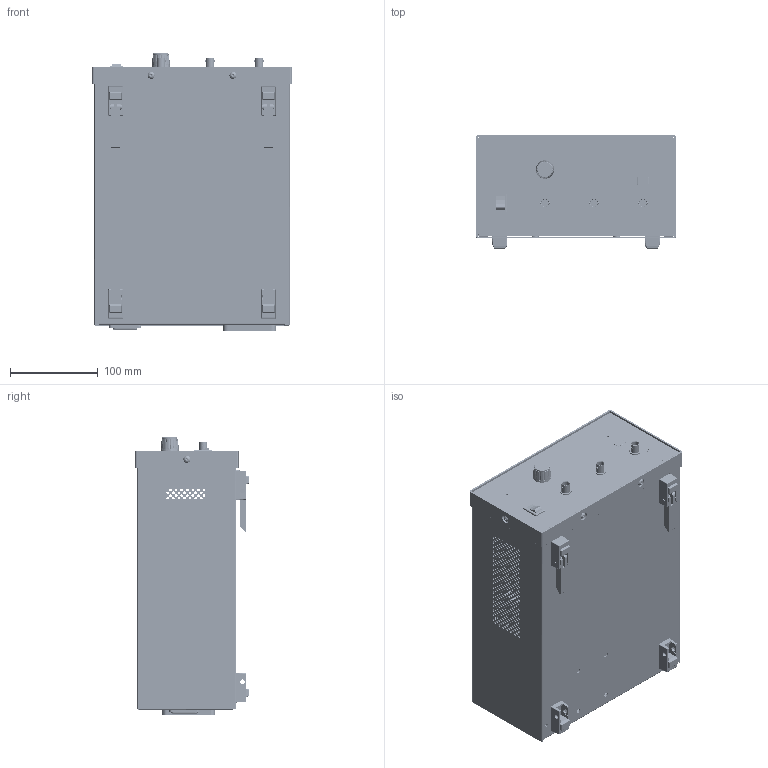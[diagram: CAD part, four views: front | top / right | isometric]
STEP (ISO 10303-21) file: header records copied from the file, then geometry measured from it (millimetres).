
FILE_DESCRIPTION (( 'STEP AP214' ), '1' );
FILE_NAME ('HVA200_WKC.STEP', '2020-01-14T15:48:57', ( '' ), ( '' ), 'SwSTEP 2.0', 'SolidWorks 2018', '' );
FILE_SCHEMA (( 'AUTOMOTIVE_DESIGN' ));
Length unit declared in the file: inch
Products named in the file (1): HVA200_WKC
Bounding box: 227.94 x 129.49 x 315.74 mm (x, y, z)
Volume: 1138819 mm3; surface area: 1035726.2 mm2
Topology: 56 solids, 56 shells, 9635 faces, 25938 edges, 17153 vertices
Faces by surface type: plane 5111, bspline 2462, cylinder 1517, cone 416, torus 91, sphere 38
Full cylindrical faces by diameter (mm): 0.381 x1, 0.635 x1, 0.886 x1, 1.27 x3, 1.524 x3, 1.75 x3, 1.93 x6, 2.184 x3, 2.438 x5, 2.54 x2, 2.565 x3, 2.845 x2, 2.937 x144, 3.048 x14, 3.175 x561, 3.2 x4, 3.5 x4, 3.505 x140, 3.556 x2, 3.658 x2, 4.064 x6, 4.115 x4, 4.14 x5, 4.166 x24, 4.216 x10, 4.318 x8, 4.75 x3, 4.775 x16, 4.826 x4, 5.004 x4
Entity records: 547537 total; most frequent: CARTESIAN_POINT 204243, ORIENTED_EDGE 47224, DIRECTION 35437, EDGE_CURVE 23612, VERTEX_POINT 16304, VECTOR 15193, LINE 15193, EDGE_LOOP 13274
